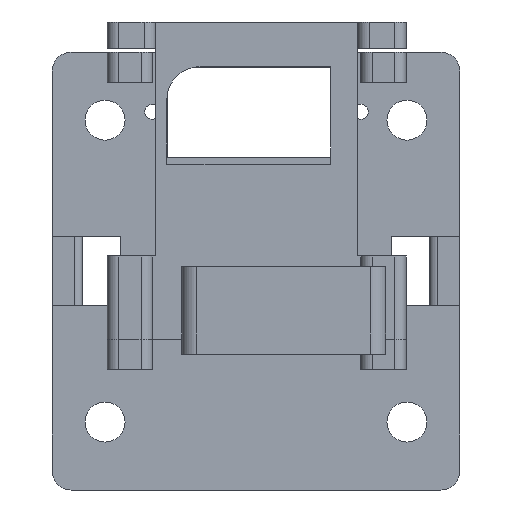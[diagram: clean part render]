
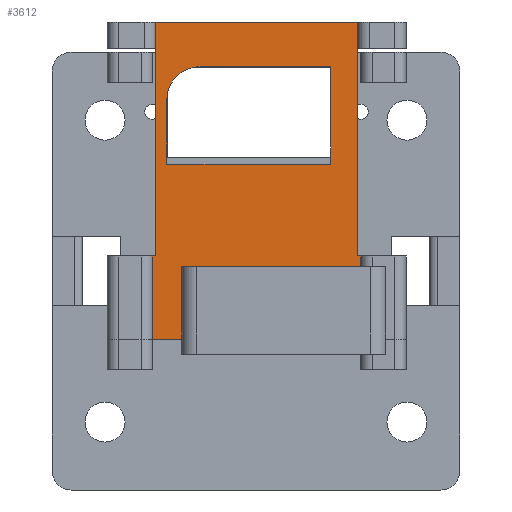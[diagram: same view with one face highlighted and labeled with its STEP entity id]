
A CAD part, front view. The second image highlights one B-rep face of the part: STEP entity #3612.
In plain terms, the highlighted planar face has unit normal (0, -1, 0).
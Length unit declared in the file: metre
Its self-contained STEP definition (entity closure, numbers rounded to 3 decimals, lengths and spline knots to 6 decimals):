
#117=CIRCLE('',#3859,0.0044);
#118=CIRCLE('',#3860,0.005579);
#279=ORIENTED_EDGE('',*,*,#1343,.F.);
#280=ORIENTED_EDGE('',*,*,#1344,.T.);
#281=ORIENTED_EDGE('',*,*,#1345,.T.);
#282=ORIENTED_EDGE('',*,*,#1346,.T.);
#283=ORIENTED_EDGE('',*,*,#1347,.F.);
#284=ORIENTED_EDGE('',*,*,#1348,.F.);
#285=ORIENTED_EDGE('',*,*,#1349,.F.);
#286=ORIENTED_EDGE('',*,*,#1350,.F.);
#287=ORIENTED_EDGE('',*,*,#1351,.T.);
#288=ORIENTED_EDGE('',*,*,#1352,.F.);
#289=ORIENTED_EDGE('',*,*,#1353,.T.);
#290=ORIENTED_EDGE('',*,*,#1354,.F.);
#291=ORIENTED_EDGE('',*,*,#1355,.F.);
#292=ORIENTED_EDGE('',*,*,#1356,.T.);
#293=ORIENTED_EDGE('',*,*,#1357,.T.);
#294=ORIENTED_EDGE('',*,*,#1358,.T.);
#295=ORIENTED_EDGE('',*,*,#1359,.F.);
#1343=EDGE_CURVE('',#1875,#1876,#2243,.T.);
#1344=EDGE_CURVE('',#1875,#1877,#117,.F.);
#1345=EDGE_CURVE('',#1877,#1878,#2244,.T.);
#1346=EDGE_CURVE('',#1878,#1879,#2245,.T.);
#1347=EDGE_CURVE('',#1876,#1879,#2246,.T.);
#1348=EDGE_CURVE('',#1880,#1881,#118,.T.);
#1349=EDGE_CURVE('',#1882,#1880,#2247,.T.);
#1350=EDGE_CURVE('',#1883,#1882,#2248,.T.);
#1351=EDGE_CURVE('',#1883,#1884,#2249,.T.);
#1352=EDGE_CURVE('',#1885,#1884,#2250,.T.);
#1353=EDGE_CURVE('',#1885,#1886,#2251,.T.);
#1354=EDGE_CURVE('',#1887,#1886,#2252,.T.);
#1355=EDGE_CURVE('',#1888,#1887,#2253,.T.);
#1356=EDGE_CURVE('',#1888,#1889,#2254,.T.);
#1357=EDGE_CURVE('',#1889,#1890,#2255,.T.);
#1358=EDGE_CURVE('',#1890,#1891,#2256,.T.);
#1359=EDGE_CURVE('',#1881,#1891,#2257,.T.);
#1875=VERTEX_POINT('',#5320);
#1876=VERTEX_POINT('',#5321);
#1877=VERTEX_POINT('',#5323);
#1878=VERTEX_POINT('',#5325);
#1879=VERTEX_POINT('',#5327);
#1880=VERTEX_POINT('',#5330);
#1881=VERTEX_POINT('',#5331);
#1882=VERTEX_POINT('',#5333);
#1883=VERTEX_POINT('',#5335);
#1884=VERTEX_POINT('',#5337);
#1885=VERTEX_POINT('',#5339);
#1886=VERTEX_POINT('',#5341);
#1887=VERTEX_POINT('',#5343);
#1888=VERTEX_POINT('',#5345);
#1889=VERTEX_POINT('',#5347);
#1890=VERTEX_POINT('',#5349);
#1891=VERTEX_POINT('',#5351);
#2243=LINE('',#5319,#2599);
#2244=LINE('',#5324,#2600);
#2245=LINE('',#5326,#2601);
#2246=LINE('',#5328,#2602);
#2247=LINE('',#5332,#2603);
#2248=LINE('',#5334,#2604);
#2249=LINE('',#5336,#2605);
#2250=LINE('',#5338,#2606);
#2251=LINE('',#5340,#2607);
#2252=LINE('',#5342,#2608);
#2253=LINE('',#5344,#2609);
#2254=LINE('',#5346,#2610);
#2255=LINE('',#5348,#2611);
#2256=LINE('',#5350,#2612);
#2257=LINE('',#5352,#2613);
#2599=VECTOR('',#4229,1.);
#2600=VECTOR('',#4232,1.);
#2601=VECTOR('',#4233,1.);
#2602=VECTOR('',#4234,1.);
#2603=VECTOR('',#4237,1.);
#2604=VECTOR('',#4238,1.);
#2605=VECTOR('',#4239,1.);
#2606=VECTOR('',#4240,1.);
#2607=VECTOR('',#4241,1.);
#2608=VECTOR('',#4242,1.);
#2609=VECTOR('',#4243,1.);
#2610=VECTOR('',#4244,1.);
#2611=VECTOR('',#4245,1.);
#2612=VECTOR('',#4246,1.);
#2613=VECTOR('',#4247,1.);
#2955=EDGE_LOOP('',(#279,#280,#281,#282,#283));
#2956=EDGE_LOOP('',(#284,#285,#286,#287,#288,#289,#290,#291,#292,#293,#294,
#295));
#3227=FACE_BOUND('',#2955,.T.);
#3228=FACE_BOUND('',#2956,.T.);
#3499=PLANE('',#3858);
#3612=ADVANCED_FACE('',(#3227,#3228),#3499,.T.);
#3858=AXIS2_PLACEMENT_3D('',#5318,#4227,#4228);
#3859=AXIS2_PLACEMENT_3D('',#5322,#4230,#4231);
#3860=AXIS2_PLACEMENT_3D('',#5329,#4235,#4236);
#4227=DIRECTION('',(0.,-1.,0.));
#4228=DIRECTION('',(1.,0.,0.));
#4229=DIRECTION('',(0.,0.,-1.));
#4230=DIRECTION('',(0.,-1.,0.));
#4231=DIRECTION('',(0.,0.,-1.));
#4232=DIRECTION('',(1.,0.,0.));
#4233=DIRECTION('',(0.,0.,-1.));
#4234=DIRECTION('',(1.,0.,0.));
#4235=DIRECTION('',(0.,-1.,0.));
#4236=DIRECTION('',(0.,0.,-1.));
#4237=DIRECTION('',(-1.,0.,0.));
#4238=DIRECTION('',(0.,0.,-1.));
#4239=DIRECTION('',(-1.,0.,0.));
#4240=DIRECTION('',(0.,0.,-1.));
#4241=DIRECTION('',(0.,0.,1.));
#4242=DIRECTION('',(1.,0.,0.));
#4243=DIRECTION('',(0.,0.,1.));
#4244=DIRECTION('',(0.,0.,-1.));
#4245=DIRECTION('',(-1.,0.,0.));
#4246=DIRECTION('',(0.,0.,-1.));
#4247=DIRECTION('',(-1.,0.,0.));
#5318=CARTESIAN_POINT('',(0.000372,-0.0092,0.0114));
#5319=CARTESIAN_POINT('',(-0.011515,-0.0092,0.020034));
#5320=CARTESIAN_POINT('',(-0.011515,-0.0092,0.022091));
#5321=CARTESIAN_POINT('',(-0.011515,-0.0092,0.013577));
#5322=CARTESIAN_POINT('',(-0.007115,-0.0092,0.022091));
#5323=CARTESIAN_POINT('',(-0.007115,-0.0092,0.026491));
#5324=CARTESIAN_POINT('',(-0.000665,-0.0092,0.026491));
#5325=CARTESIAN_POINT('',(0.010185,-0.0092,0.026491));
#5326=CARTESIAN_POINT('',(0.010185,-0.0092,0.020034));
#5327=CARTESIAN_POINT('',(0.010185,-0.0092,0.013577));
#5328=CARTESIAN_POINT('',(-0.000665,-0.0092,0.013577));
#5329=CARTESIAN_POINT('',(0.000463,-0.0092,-0.005981));
#5330=CARTESIAN_POINT('',(0.004709,-0.0092,-0.0096));
#5331=CARTESIAN_POINT('',(-0.003783,-0.0092,-0.0096));
#5332=CARTESIAN_POINT('',(-0.016428,-0.0092,-0.0096));
#5333=CARTESIAN_POINT('',(0.014172,-0.0092,-0.0096));
#5334=CARTESIAN_POINT('',(0.014172,-0.0092,0.0114));
#5335=CARTESIAN_POINT('',(0.014172,-0.0092,0.0014));
#5336=CARTESIAN_POINT('',(0.017172,-0.0092,0.0014));
#5337=CARTESIAN_POINT('',(0.013772,-0.0092,0.0014));
#5338=CARTESIAN_POINT('',(0.013772,-0.0092,0.0149));
#5339=CARTESIAN_POINT('',(0.013772,-0.0092,0.0289));
#5340=CARTESIAN_POINT('',(0.013772,-0.0092,0.0114));
#5341=CARTESIAN_POINT('',(0.013772,-0.0092,0.0324));
#5342=CARTESIAN_POINT('',(-0.016228,-0.0092,0.0324));
#5343=CARTESIAN_POINT('',(-0.013028,-0.0092,0.0324));
#5344=CARTESIAN_POINT('',(-0.013028,-0.0092,0.0114));
#5345=CARTESIAN_POINT('',(-0.013028,-0.0092,0.0289));
#5346=CARTESIAN_POINT('',(-0.013028,-0.0092,0.0149));
#5347=CARTESIAN_POINT('',(-0.013028,-0.0092,0.0014));
#5348=CARTESIAN_POINT('',(-0.016428,-0.0092,0.0014));
#5349=CARTESIAN_POINT('',(-0.013428,-0.0092,0.0014));
#5350=CARTESIAN_POINT('',(-0.013428,-0.0092,0.0114));
#5351=CARTESIAN_POINT('',(-0.013428,-0.0092,-0.0096));
#5352=CARTESIAN_POINT('',(-0.016428,-0.0092,-0.0096));
